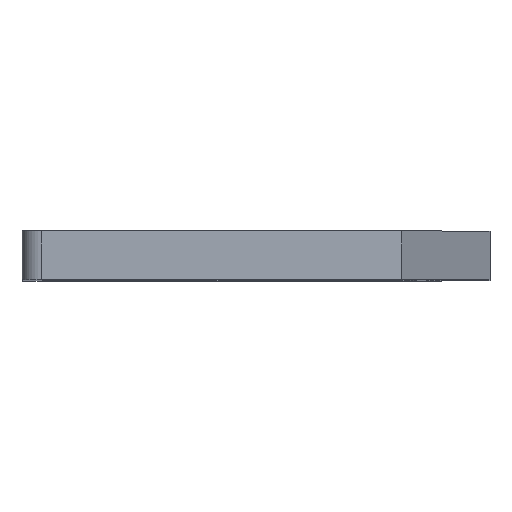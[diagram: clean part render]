
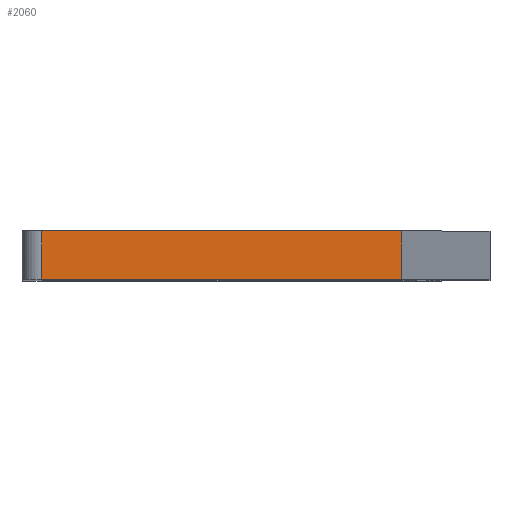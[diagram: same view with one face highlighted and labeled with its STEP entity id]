
A CAD part, top view. The second image highlights one B-rep face of the part: STEP entity #2060.
In plain terms, the highlighted planar face has unit normal (0, 0, 1).
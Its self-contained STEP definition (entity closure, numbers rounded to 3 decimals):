
#320=FACE_OUTER_BOUND('',#442,.T.);
#442=EDGE_LOOP('',(#1913,#1914,#1915,#1916));
#468=LINE('',#3034,#648);
#583=LINE('',#3435,#763);
#591=LINE('',#3484,#771);
#622=LINE('',#3551,#802);
#648=VECTOR('',#2379,10.);
#763=VECTOR('',#2790,10.);
#771=VECTOR('',#2838,10.);
#802=VECTOR('',#2941,10.);
#844=VERTEX_POINT('',#3031);
#845=VERTEX_POINT('',#3033);
#982=VERTEX_POINT('',#3432);
#983=VERTEX_POINT('',#3434);
#1048=EDGE_CURVE('',#844,#845,#468,.T.);
#1250=EDGE_CURVE('',#982,#983,#583,.T.);
#1277=EDGE_CURVE('',#983,#844,#591,.T.);
#1308=EDGE_CURVE('',#845,#982,#622,.T.);
#1913=ORIENTED_EDGE('',*,*,#1277,.F.);
#1914=ORIENTED_EDGE('',*,*,#1250,.F.);
#1915=ORIENTED_EDGE('',*,*,#1308,.F.);
#1916=ORIENTED_EDGE('',*,*,#1048,.F.);
#1958=PLANE('',#2309);
#2060=ADVANCED_FACE('',(#320),#1958,.T.);
#2309=AXIS2_PLACEMENT_3D('',#3552,#2942,#2943);
#2379=DIRECTION('',(1.,0.,0.));
#2790=DIRECTION('',(-1.,0.,0.));
#2838=DIRECTION('',(0.,1.,0.));
#2941=DIRECTION('',(0.,-1.,0.));
#2942=DIRECTION('center_axis',(0.,0.,1.));
#2943=DIRECTION('ref_axis',(-1.,0.,0.));
#3031=CARTESIAN_POINT('',(-4.,0.,47.821));
#3033=CARTESIAN_POINT('',(32.946,0.,47.821));
#3034=CARTESIAN_POINT('',(-6.,0.,47.821));
#3432=CARTESIAN_POINT('',(32.946,-5.,47.821));
#3434=CARTESIAN_POINT('',(-4.,-5.,47.821));
#3435=CARTESIAN_POINT('',(-6.,-5.,47.821));
#3484=CARTESIAN_POINT('',(-4.,0.,47.821));
#3551=CARTESIAN_POINT('',(32.946,0.,47.821));
#3552=CARTESIAN_POINT('Origin',(32.946,0.,47.821));
